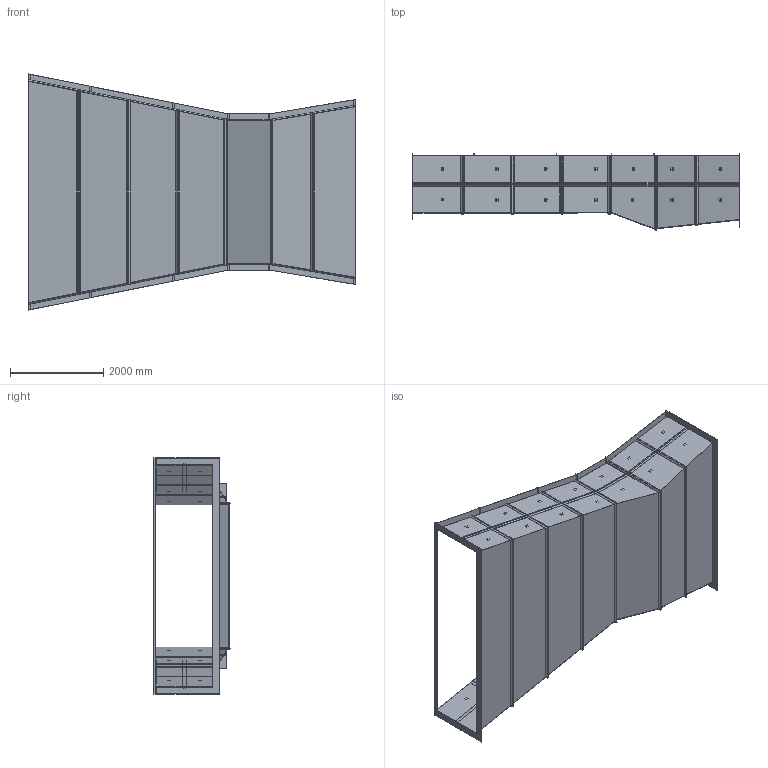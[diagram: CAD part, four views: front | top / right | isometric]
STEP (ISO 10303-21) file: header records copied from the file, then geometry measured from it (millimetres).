
FILE_DESCRIPTION (( 'STEP AP214' ), '1' );
FILE_NAME ('120in Parshall flume Assem1 no options.STEP', '2020-08-19T12:12:05', ( '' ), ( '' ), 'SwSTEP 2.0', 'SolidWorks 2020', '' );
FILE_SCHEMA (( 'AUTOMOTIVE_DESIGN' ));
Length unit declared in the file: inch
Products named in the file (6): 120 Angle bracket; 120in Parshall flume Assem1 no options; Parshall Staff Gauge 120in long parshall staff gauge_English Staff Gauge - 48"; 120 MirrorAngle bracket; Parshal Flume_120 inch; Added spreader bar_Default<As Machined>
Assembly tree (31 placements, depth 2):
  120in Parshall flume Assem1 no options
    120 Angle bracket  x27
    120 MirrorAngle bracket
    Parshal Flume_120 inch
    Parshall Staff Gauge 120in long parshall staff gauge_English Staff Gauge - 48"
    Added spreader bar_Default<As Machined>
Bounding box: 7010.4 x 1633.42 x 5067 mm (x, y, z)
Volume: 336032653.3 mm3; surface area: 121387049.1 mm2
Topology: 61 solids, 61 shells, 733 faces, 1832 edges, 1220 vertices
Faces by surface type: plane 721, cylinder 12
Entity records: 17991 total; most frequent: CARTESIAN_POINT 2879, ORIENTED_EDGE 2728, DIRECTION 2474, EDGE_CURVE 1364, LINE 1340, VECTOR 1340, VERTEX_POINT 908, EDGE_LOOP 574
